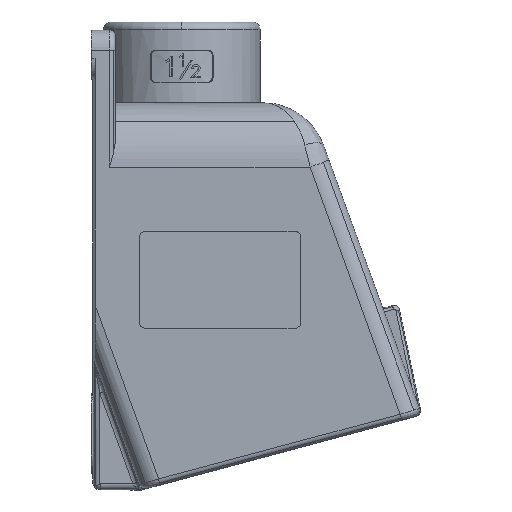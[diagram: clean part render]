
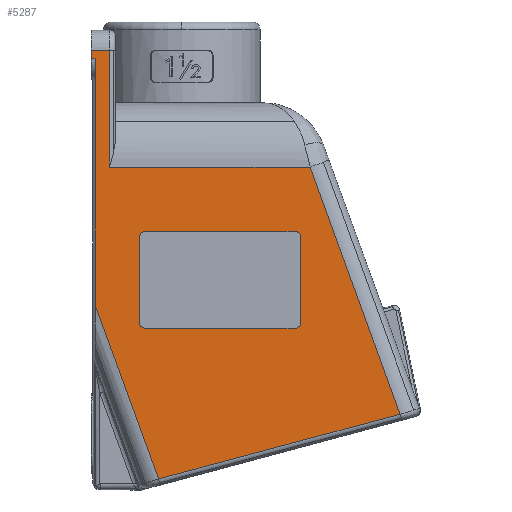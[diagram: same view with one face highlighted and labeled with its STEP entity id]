
A CAD part, top view. The second image highlights one B-rep face of the part: STEP entity #5287.
In plain terms, the highlighted planar face has unit normal (0, 0, 1).
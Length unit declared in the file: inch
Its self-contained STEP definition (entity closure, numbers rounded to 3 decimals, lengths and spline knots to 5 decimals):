
#7 = ORIENTED_EDGE ( 'NONE', *, *, #1945, .T. ) ;
#194 = VERTEX_POINT ( 'NONE', #304 ) ;
#204 = DIRECTION ( 'NONE',  ( 0., 0., -1. ) ) ;
#304 = CARTESIAN_POINT ( 'NONE',  ( 4.76519, 1.16904, 2.25 ) ) ;
#307 = ORIENTED_EDGE ( 'NONE', *, *, #11820, .T. ) ;
#447 = ORIENTED_EDGE ( 'NONE', *, *, #8030, .F. ) ;
#469 = PLANE ( 'NONE',  #10888 ) ;
#581 = VERTEX_POINT ( 'NONE', #3640 ) ;
#714 = DIRECTION ( 'NONE',  ( 0., -1., 0. ) ) ;
#760 = LINE ( 'NONE', #4864, #8528 ) ;
#849 = VECTOR ( 'NONE', #2677, 39.37008 ) ;
#935 = ORIENTED_EDGE ( 'NONE', *, *, #1023, .F. ) ;
#1023 = EDGE_CURVE ( 'NONE', #6654, #10958, #9066, .T. ) ;
#1076 = CARTESIAN_POINT ( 'NONE',  ( 0.81564, 2.5, 2.25 ) ) ;
#1121 = CARTESIAN_POINT ( 'NONE',  ( 0.03927, 2.85908, 2.25 ) ) ;
#1178 = EDGE_CURVE ( 'NONE', #4904, #6077, #3188, .T. ) ;
#1257 = ORIENTED_EDGE ( 'NONE', *, *, #12606, .F. ) ;
#1540 = VERTEX_POINT ( 'NONE', #9366 ) ;
#1639 = DIRECTION ( 'NONE',  ( 0., -1., 0. ) ) ;
#1663 = CARTESIAN_POINT ( 'NONE',  ( -0.01973, 6.81, 2.25 ) ) ;
#1727 = EDGE_CURVE ( 'NONE', #11709, #12990, #3588, .T. ) ;
#1801 = VERTEX_POINT ( 'NONE', #6875 ) ;
#1945 = EDGE_CURVE ( 'NONE', #12990, #8560, #11178, .T. ) ;
#1986 = DIRECTION ( 'NONE',  ( 1., 0., 0. ) ) ;
#2027 = DIRECTION ( 'NONE',  ( -1., 0., 0. ) ) ;
#2152 = VECTOR ( 'NONE', #7682, 39.37008 ) ;
#2275 = ORIENTED_EDGE ( 'NONE', *, *, #5042, .F. ) ;
#2302 = CARTESIAN_POINT ( 'NONE',  ( 1.71329, 0.35129, 2.25 ) ) ;
#2518 = CARTESIAN_POINT ( 'NONE',  ( -0.01973, 6.68, 2.25 ) ) ;
#2677 = DIRECTION ( 'NONE',  ( 0., 1., 0. ) ) ;
#2759 = ORIENTED_EDGE ( 'NONE', *, *, #6054, .T. ) ;
#2946 = CARTESIAN_POINT ( 'NONE',  ( 0.72564, 2.59, 2.25 ) ) ;
#2960 = ORIENTED_EDGE ( 'NONE', *, *, #1727, .T. ) ;
#3188 = LINE ( 'NONE', #5147, #10558 ) ;
#3336 = CIRCLE ( 'NONE', #11743, 0.09 ) ;
#3450 = CARTESIAN_POINT ( 'NONE',  ( 3.22564, 3.91, 2.25 ) ) ;
#3588 = CIRCLE ( 'NONE', #5529, 0.09 ) ;
#3640 = CARTESIAN_POINT ( 'NONE',  ( 0.81564, 4., 2.25 ) ) ;
#3676 = VECTOR ( 'NONE', #714, 39.37008 ) ;
#3742 = CARTESIAN_POINT ( 'NONE',  ( 0.25927, 5.05689, 2.25 ) ) ;
#3997 = CARTESIAN_POINT ( 'NONE',  ( 0.81564, 2.59, 2.25 ) ) ;
#4007 = ORIENTED_EDGE ( 'NONE', *, *, #1178, .T. ) ;
#4305 = LINE ( 'NONE', #8424, #2152 ) ;
#4448 = DIRECTION ( 'NONE',  ( 0., 1., 0. ) ) ;
#4466 = EDGE_CURVE ( 'NONE', #1801, #12506, #3336, .T. ) ;
#4628 = FACE_OUTER_BOUND ( 'NONE', #7654, .T. ) ;
#4665 = DIRECTION ( 'NONE',  ( 0.342, -0.94, 0. ) ) ;
#4733 = LINE ( 'NONE', #11686, #6376 ) ;
#4740 = LINE ( 'NONE', #6578, #12926 ) ;
#4763 = DIRECTION ( 'NONE',  ( 1., 0., 0. ) ) ;
#4775 = VECTOR ( 'NONE', #7777, 39.37008 ) ;
#4803 = DIRECTION ( 'NONE',  ( 1., 0., 0. ) ) ;
#4831 = LINE ( 'NONE', #7819, #849 ) ;
#4864 = CARTESIAN_POINT ( 'NONE',  ( -0.01973, 6.68, 2.25 ) ) ;
#4897 = EDGE_CURVE ( 'NONE', #6077, #6888, #4733, .T. ) ;
#4904 = VERTEX_POINT ( 'NONE', #2518 ) ;
#4938 = CARTESIAN_POINT ( 'NONE',  ( 1.43914, 4., 2.25 ) ) ;
#4950 = VECTOR ( 'NONE', #4665, 39.37008 ) ;
#4977 = CARTESIAN_POINT ( 'NONE',  ( 3.13564, 2.5, 2.25 ) ) ;
#5024 = LINE ( 'NONE', #1663, #12500 ) ;
#5042 = EDGE_CURVE ( 'NONE', #4904, #12209, #760, .T. ) ;
#5070 = LINE ( 'NONE', #4938, #5527 ) ;
#5095 = CIRCLE ( 'NONE', #8971, 0.09 ) ;
#5147 = CARTESIAN_POINT ( 'NONE',  ( -0.01973, 6.68, 2.25 ) ) ;
#5287 = ADVANCED_FACE ( 'NONE', ( #5926, #4628 ), #469, .T. ) ;
#5527 = VECTOR ( 'NONE', #4803, 39.37008 ) ;
#5529 = AXIS2_PLACEMENT_3D ( 'NONE', #9562, #204, #4448 ) ;
#5564 = CARTESIAN_POINT ( 'NONE',  ( -0.01973, 6.81, 2.25 ) ) ;
#5926 = FACE_BOUND ( 'NONE', #9058, .T. ) ;
#6054 = EDGE_CURVE ( 'NONE', #581, #1801, #5070, .T. ) ;
#6071 = EDGE_CURVE ( 'NONE', #8560, #8826, #5095, .T. ) ;
#6077 = VERTEX_POINT ( 'NONE', #8500 ) ;
#6351 = LINE ( 'NONE', #2302, #8667 ) ;
#6376 = VECTOR ( 'NONE', #1639, 39.37008 ) ;
#6428 = ORIENTED_EDGE ( 'NONE', *, *, #4897, .T. ) ;
#6578 = CARTESIAN_POINT ( 'NONE',  ( 0.26199, 2.24718, 2.25 ) ) ;
#6654 = VERTEX_POINT ( 'NONE', #10883 ) ;
#6782 = ORIENTED_EDGE ( 'NONE', *, *, #8849, .T. ) ;
#6850 = DIRECTION ( 'NONE',  ( 1., 0., 0. ) ) ;
#6875 = CARTESIAN_POINT ( 'NONE',  ( 3.13564, 4., 2.25 ) ) ;
#6888 = VERTEX_POINT ( 'NONE', #1121 ) ;
#7001 = CARTESIAN_POINT ( 'NONE',  ( 2.59914, 2.5, 2.25 ) ) ;
#7100 = DIRECTION ( 'NONE',  ( 0., 0., -1. ) ) ;
#7322 = VERTEX_POINT ( 'NONE', #12689 ) ;
#7418 = ORIENTED_EDGE ( 'NONE', *, *, #10159, .F. ) ;
#7654 = EDGE_LOOP ( 'NONE', ( #7846, #447, #1257, #935, #7418, #2275, #4007, #6428, #12789 ) ) ;
#7682 = DIRECTION ( 'NONE',  ( 0., -1., 0. ) ) ;
#7777 = DIRECTION ( 'NONE',  ( 1., 0., 0. ) ) ;
#7819 = CARTESIAN_POINT ( 'NONE',  ( 0.72564, 2.79189, 2.25 ) ) ;
#7846 = ORIENTED_EDGE ( 'NONE', *, *, #12460, .F. ) ;
#7980 = AXIS2_PLACEMENT_3D ( 'NONE', #8553, #8693, #9552 ) ;
#8030 = EDGE_CURVE ( 'NONE', #1540, #194, #8656, .T. ) ;
#8424 = CARTESIAN_POINT ( 'NONE',  ( 3.22564, 3.45189, 2.25 ) ) ;
#8480 = ORIENTED_EDGE ( 'NONE', *, *, #6071, .T. ) ;
#8500 = CARTESIAN_POINT ( 'NONE',  ( 0.03927, 6.68, 2.25 ) ) ;
#8528 = VECTOR ( 'NONE', #11377, 39.37008 ) ;
#8553 = CARTESIAN_POINT ( 'NONE',  ( 0.81564, 3.91, 2.25 ) ) ;
#8560 = VERTEX_POINT ( 'NONE', #1076 ) ;
#8648 = ORIENTED_EDGE ( 'NONE', *, *, #11893, .T. ) ;
#8656 = LINE ( 'NONE', #9928, #4950 ) ;
#8667 = VECTOR ( 'NONE', #9372, 39.37008 ) ;
#8693 = DIRECTION ( 'NONE',  ( 0., 0., -1. ) ) ;
#8826 = VERTEX_POINT ( 'NONE', #2946 ) ;
#8849 = EDGE_CURVE ( 'NONE', #8826, #9974, #4831, .T. ) ;
#8945 = DIRECTION ( 'NONE',  ( 0., 0., 1. ) ) ;
#8971 = AXIS2_PLACEMENT_3D ( 'NONE', #3997, #7100, #1986 ) ;
#9034 = CARTESIAN_POINT ( 'NONE',  ( 3.22564, 2.59, 2.25 ) ) ;
#9058 = EDGE_LOOP ( 'NONE', ( #307, #2759, #9772, #8648, #2960, #7, #8480, #6782 ) ) ;
#9066 = LINE ( 'NONE', #3742, #3676 ) ;
#9195 = DIRECTION ( 'NONE',  ( 1., 0., 0. ) ) ;
#9220 = CARTESIAN_POINT ( 'NONE',  ( 0.72564, 3.91, 2.25 ) ) ;
#9340 = CARTESIAN_POINT ( 'NONE',  ( 3.13564, 3.91, 2.25 ) ) ;
#9366 = CARTESIAN_POINT ( 'NONE',  ( 3.37083, 5., 2.25 ) ) ;
#9372 = DIRECTION ( 'NONE',  ( -0.966, -0.259, 0. ) ) ;
#9451 = CIRCLE ( 'NONE', #7980, 0.09 ) ;
#9552 = DIRECTION ( 'NONE',  ( 0., -1., 0. ) ) ;
#9562 = CARTESIAN_POINT ( 'NONE',  ( 3.13564, 2.59, 2.25 ) ) ;
#9772 = ORIENTED_EDGE ( 'NONE', *, *, #4466, .T. ) ;
#9928 = CARTESIAN_POINT ( 'NONE',  ( 4.33397, 2.35378, 2.25 ) ) ;
#9957 = CARTESIAN_POINT ( 'NONE',  ( 2.06264, 2.99378, 2.25 ) ) ;
#9974 = VERTEX_POINT ( 'NONE', #9220 ) ;
#10159 = EDGE_CURVE ( 'NONE', #12209, #6654, #5024, .T. ) ;
#10483 = DIRECTION ( 'NONE',  ( -1., 0., 0. ) ) ;
#10558 = VECTOR ( 'NONE', #9195, 39.37008 ) ;
#10883 = CARTESIAN_POINT ( 'NONE',  ( 0.25927, 6.81, 2.25 ) ) ;
#10888 = AXIS2_PLACEMENT_3D ( 'NONE', #9957, #8945, #4763 ) ;
#10958 = VERTEX_POINT ( 'NONE', #11441 ) ;
#11129 = VECTOR ( 'NONE', #2027, 39.37008 ) ;
#11178 = LINE ( 'NONE', #7001, #11129 ) ;
#11377 = DIRECTION ( 'NONE',  ( 0., 1., 0. ) ) ;
#11441 = CARTESIAN_POINT ( 'NONE',  ( 0.25927, 5., 2.25 ) ) ;
#11679 = CARTESIAN_POINT ( 'NONE',  ( 2.6997, 5., 2.25 ) ) ;
#11686 = CARTESIAN_POINT ( 'NONE',  ( 0.03927, 5.05689, 2.25 ) ) ;
#11692 = DIRECTION ( 'NONE',  ( -0.342, 0.94, 0. ) ) ;
#11709 = VERTEX_POINT ( 'NONE', #9034 ) ;
#11743 = AXIS2_PLACEMENT_3D ( 'NONE', #9340, #12449, #10483 ) ;
#11820 = EDGE_CURVE ( 'NONE', #9974, #581, #9451, .T. ) ;
#11893 = EDGE_CURVE ( 'NONE', #12506, #11709, #4305, .T. ) ;
#12202 = EDGE_CURVE ( 'NONE', #7322, #6888, #4740, .T. ) ;
#12209 = VERTEX_POINT ( 'NONE', #5564 ) ;
#12449 = DIRECTION ( 'NONE',  ( 0., 0., -1. ) ) ;
#12460 = EDGE_CURVE ( 'NONE', #194, #7322, #6351, .T. ) ;
#12500 = VECTOR ( 'NONE', #6850, 39.37008 ) ;
#12506 = VERTEX_POINT ( 'NONE', #3450 ) ;
#12606 = EDGE_CURVE ( 'NONE', #10958, #1540, #12817, .T. ) ;
#12689 = CARTESIAN_POINT ( 'NONE',  ( 1.01968, 0.16544, 2.25 ) ) ;
#12789 = ORIENTED_EDGE ( 'NONE', *, *, #12202, .F. ) ;
#12817 = LINE ( 'NONE', #11679, #4775 ) ;
#12926 = VECTOR ( 'NONE', #11692, 39.37008 ) ;
#12990 = VERTEX_POINT ( 'NONE', #4977 ) ;
